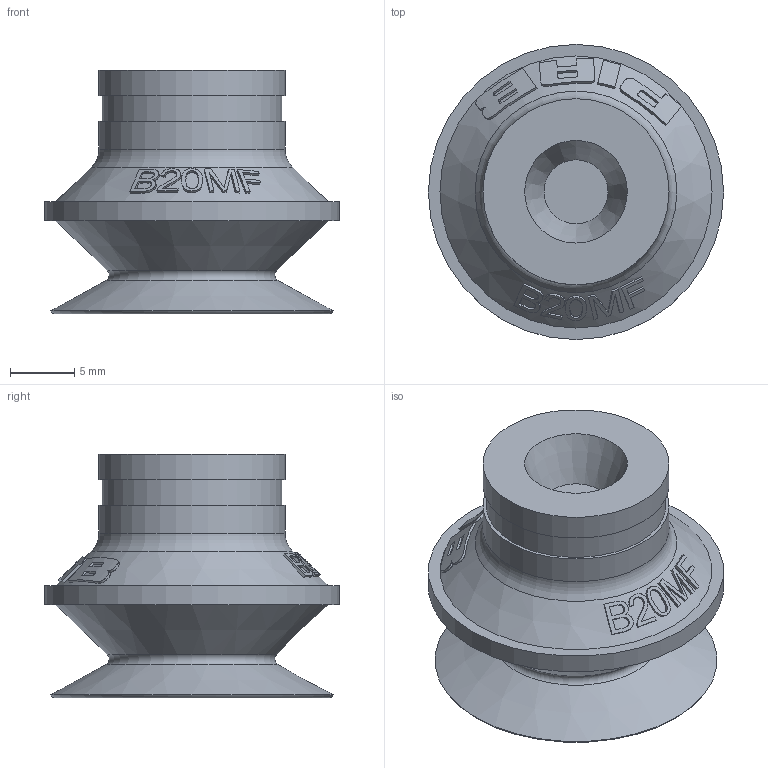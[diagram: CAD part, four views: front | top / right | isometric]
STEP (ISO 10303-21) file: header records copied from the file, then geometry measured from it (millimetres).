
FILE_DESCRIPTION(/* description */ ('Unknown'),/* implementation_level */ '2;1');
FILE_NAME(/* name */ 'S_A021_BXXX',/* time_stamp */ '2018-11-02T08:19:37+01:00',/* author */ ('Unknown'),/* organization */ ('Unknown'),/* preprocessor_version */ 'ST-DEVELOPER v16.7',/* originating_system */ 'DEX',/* authorisation */ $);
FILE_SCHEMA (('AUTOMOTIVE_DESIGN {1 0 10303 214 3 1 1}'));
Length unit declared in the file: millimetre
Products named in the file (4): S_A021_BXXX; A021_B20MF; Fitting_blank
Assembly tree (3 placements, depth 3):
  S_A021_BXXX
    A021_B20MF
      A021_B20MF
    Fitting_blank
Bounding box: 23 x 23 x 19 mm (x, y, z)
Volume: 4156.9 mm3; surface area: 2191.7 mm2
Topology: 1 solids, 2 shells, 173 faces, 445 edges, 294 vertices
Faces by surface type: bspline 135, cone 20, plane 7, cylinder 6, torus 5
Full cylindrical faces by diameter (mm): 9.5 x1, 10 x1, 14 x1, 14.5 x2, 23 x1
Entity records: 7475 total; most frequent: CARTESIAN_POINT 3241, ORIENTED_EDGE 852, EDGE_CURVE 426, B_SPLINE_CURVE_WITH_KNOTS 405, VERTEX_POINT 291, EDGE_LOOP 209, FACE_BOUND 209, STYLED_ITEM 173
